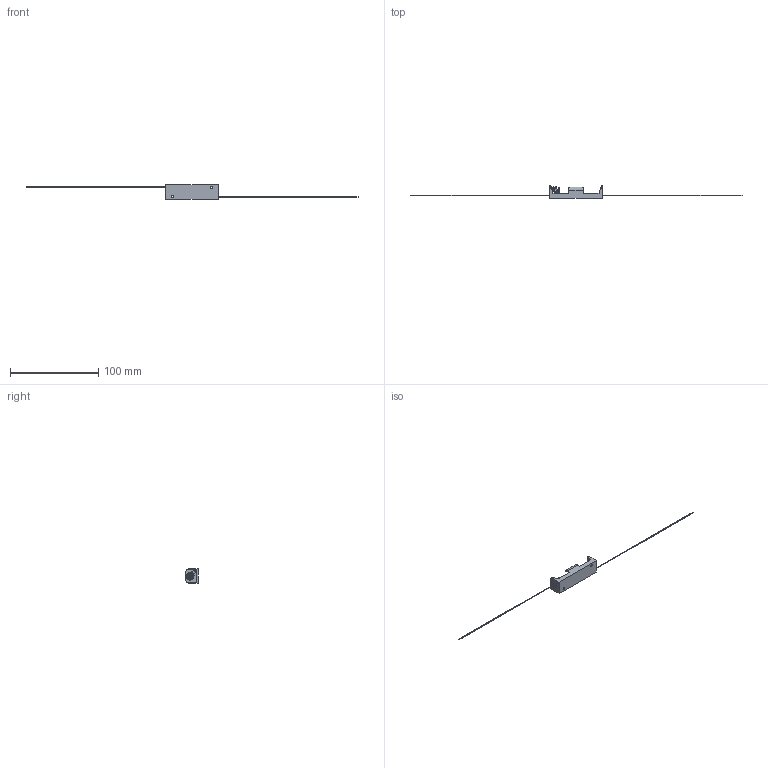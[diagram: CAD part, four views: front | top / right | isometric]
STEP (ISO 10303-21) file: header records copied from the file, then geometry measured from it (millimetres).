
FILE_DESCRIPTION (( 'STEP AP214' ), '1' );
FILE_NAME ('BCAAW.STEP', '2019-11-20T13:27:33', ( '' ), ( '' ), 'SwSTEP 2.0', 'SolidWorks 2017', '' );
FILE_SCHEMA (( 'AUTOMOTIVE_DESIGN' ));
Length unit declared in the file: millimetre
Products named in the file (1): BCAAW
Bounding box: 375.3 x 13.7 x 16 mm (x, y, z)
Volume: 2891.5 mm3; surface area: 6457.9 mm2
Topology: 7 solids, 7 shells, 208 faces, 496 edges, 314 vertices
Faces by surface type: cylinder 83, plane 79, torus 34, bspline 12
Entity records: 8254 total; most frequent: CARTESIAN_POINT 3233, DIRECTION 1089, ORIENTED_EDGE 988, EDGE_CURVE 494, AXIS2_PLACEMENT_3D 438, VERTEX_POINT 313, CIRCLE 242, EDGE_LOOP 239
